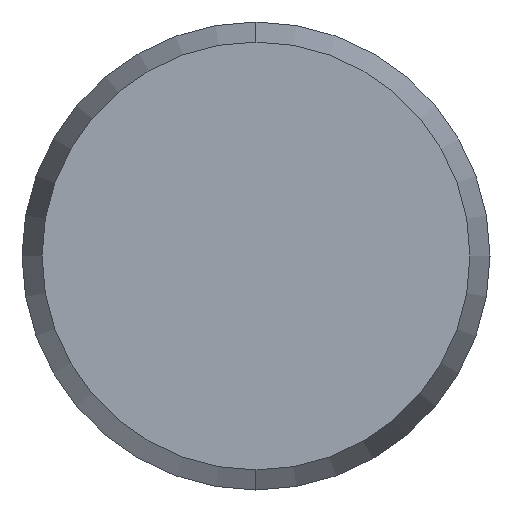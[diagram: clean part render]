
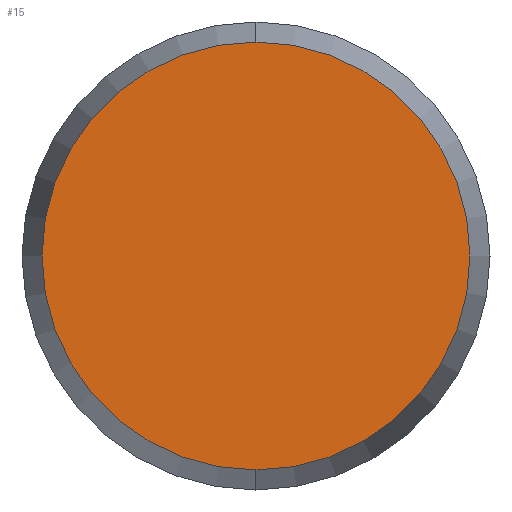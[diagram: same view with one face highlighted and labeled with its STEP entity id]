
A CAD part, left-side view. The second image highlights one B-rep face of the part: STEP entity #15.
In plain terms, the highlighted planar face has unit normal (-1, 0, 0).
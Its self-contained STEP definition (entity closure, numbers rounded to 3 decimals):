
#7 = FACE_OUTER_BOUND ( 'NONE', #140, .T. ) ;
#15 = ADVANCED_FACE ( 'NONE', ( #7 ), #159, .F. ) ;
#46 = DIRECTION ( 'NONE',  ( 0., 0., -1. ) ) ;
#66 = CARTESIAN_POINT ( 'NONE',  ( 0., 0., -2.286 ) ) ;
#94 = ORIENTED_EDGE ( 'NONE', *, *, #232, .T. ) ;
#100 = CARTESIAN_POINT ( 'NONE',  ( 0., 0., 0. ) ) ;
#108 = CARTESIAN_POINT ( 'NONE',  ( 0., 0., 0. ) ) ;
#109 = AXIS2_PLACEMENT_3D ( 'NONE', #139, #210, #46 ) ;
#129 = CIRCLE ( 'NONE', #187, 2.286 ) ;
#137 = AXIS2_PLACEMENT_3D ( 'NONE', #108, #186, #170 ) ;
#139 = CARTESIAN_POINT ( 'NONE',  ( 0., 2.286, 0. ) ) ;
#140 = EDGE_LOOP ( 'NONE', ( #214, #94 ) ) ;
#142 = DIRECTION ( 'NONE',  ( 0., 0., 1. ) ) ;
#144 = DIRECTION ( 'NONE',  ( -1., 0., 0. ) ) ;
#149 = CIRCLE ( 'NONE', #137, 2.286 ) ;
#159 = PLANE ( 'NONE',  #109 ) ;
#170 = DIRECTION ( 'NONE',  ( 0., 0., 1. ) ) ;
#174 = VERTEX_POINT ( 'NONE', #204 ) ;
#182 = EDGE_CURVE ( 'NONE', #190, #174, #149, .T. ) ;
#186 = DIRECTION ( 'NONE',  ( -1., 0., 0. ) ) ;
#187 = AXIS2_PLACEMENT_3D ( 'NONE', #100, #144, #142 ) ;
#190 = VERTEX_POINT ( 'NONE', #66 ) ;
#204 = CARTESIAN_POINT ( 'NONE',  ( 0., 0., 2.286 ) ) ;
#210 = DIRECTION ( 'NONE',  ( 1., 0., 0. ) ) ;
#214 = ORIENTED_EDGE ( 'NONE', *, *, #182, .T. ) ;
#232 = EDGE_CURVE ( 'NONE', #174, #190, #129, .T. ) ;
